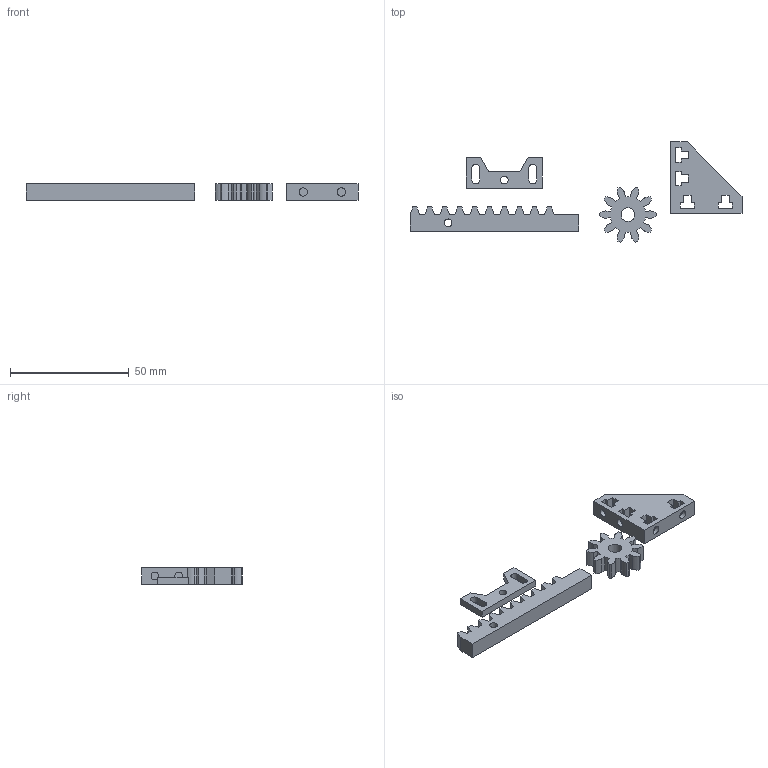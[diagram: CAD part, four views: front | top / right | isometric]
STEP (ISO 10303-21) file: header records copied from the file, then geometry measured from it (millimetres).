
FILE_DESCRIPTION(/* description */ ('STEP AP242','CAx-IF Rec.Pracs.---Representation and Presentation of Product Manufacturing Information (PMI)---4.0---2014-10-13','CAx-IF Rec.Pracs.---3D Tessellated Geometry---0.4---2014-09-14','2;1'),/* implementation_level */ '2;1');
FILE_NAME(/* name */ '68357b7ab0d4232e8b1c1f1b',/* time_stamp */ '2025-05-27T08:44:43Z',/* author */ (''),/* organization */ (''),/* preprocessor_version */ 'ST-DEVELOPER v20',/* originating_system */ 'ONSHAPE BY PTC INC, 1.198',/* authorisation */ ' ');
FILE_SCHEMA (('AP242_MANAGED_MODEL_BASED_3D_ENGINEERING_MIM_LF { 1 0 10303 442 1 1 4 }'));
Length unit declared in the file: metre
Products named in the file (4): sensor_mount; Spur 2M 10T; servo_stand; rack_gear
Bounding box: 139.53 x 42.11 x 7 mm (x, y, z)
Volume: 10289.9 mm3; surface area: 7710.8 mm2
Topology: 4 solids, 4 shells, 173 faces, 498 edges, 334 vertices
Faces by surface type: plane 131, cylinder 22, bspline 20
Full cylindrical faces by diameter (mm): 3.3 x4, 3.5 x2, 4.5 x1, 5.8 x1
Entity records: 6938 total; most frequent: CARTESIAN_POINT 2377, ORIENTED_EDGE 976, DIRECTION 806, EDGE_CURVE 488, LINE 404, VECTOR 404, VERTEX_POINT 332, EDGE_LOOP 208
